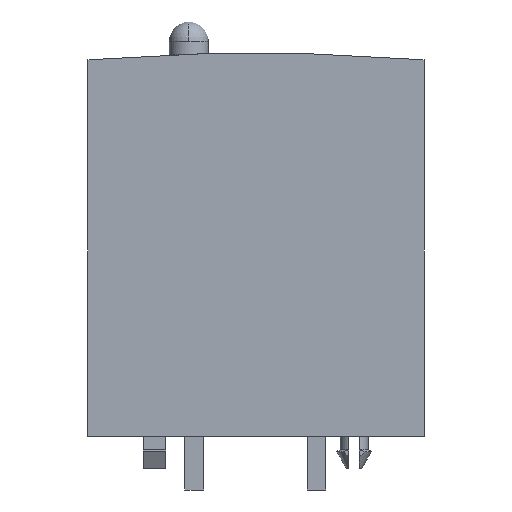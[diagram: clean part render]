
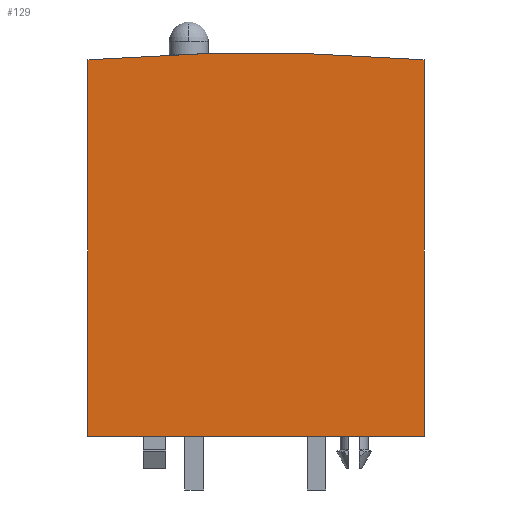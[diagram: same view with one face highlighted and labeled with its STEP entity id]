
A CAD part, left-side view. The second image highlights one B-rep face of the part: STEP entity #129.
In plain terms, the highlighted planar face has unit normal (-1, 0, 0).
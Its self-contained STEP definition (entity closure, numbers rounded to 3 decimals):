
#129 = ADVANCED_FACE( '', ( #248 ), #249, .F. );
#248 = FACE_OUTER_BOUND( '', #368, .T. );
#249 = PLANE( '', #369 );
#368 = EDGE_LOOP( '', ( #800, #801, #802, #803 ) );
#369 = AXIS2_PLACEMENT_3D( '', #804, #805, #806 );
#800 = ORIENTED_EDGE( '', *, *, #939, .F. );
#801 = ORIENTED_EDGE( '', *, *, #949, .F. );
#802 = ORIENTED_EDGE( '', *, *, #946, .F. );
#803 = ORIENTED_EDGE( '', *, *, #943, .F. );
#804 = CARTESIAN_POINT( '', ( -4.5, 0., 0. ) );
#805 = DIRECTION( '', ( 1., 0., 0. ) );
#806 = DIRECTION( '', ( 0., 0., -1. ) );
#939 = EDGE_CURVE( '', #1159, #1160, #1161, .T. );
#943 = EDGE_CURVE( '', #1160, #1167, #1168, .T. );
#946 = EDGE_CURVE( '', #1167, #1172, #1173, .T. );
#949 = EDGE_CURVE( '', #1172, #1159, #1177, .T. );
#1159 = VERTEX_POINT( '', #1645 );
#1160 = VERTEX_POINT( '', #1646 );
#1161 = LINE( '', #1647, #1648 );
#1167 = VERTEX_POINT( '', #1657 );
#1168 = LINE( '', #1658, #1659 );
#1172 = VERTEX_POINT( '', #1665 );
#1173 = LINE( '', #1666, #1667 );
#1177 = CIRCLE( '', #1673, 160. );
#1645 = CARTESIAN_POINT( '', ( -4.5, -12.5, 28.011 ) );
#1646 = CARTESIAN_POINT( '', ( -4.5, -12.5, 0. ) );
#1647 = CARTESIAN_POINT( '', ( -4.5, -12.5, 28.011 ) );
#1648 = VECTOR( '', #1836, 1. );
#1657 = CARTESIAN_POINT( '', ( -4.5, 12.5, 0. ) );
#1658 = CARTESIAN_POINT( '', ( -4.5, -12.5, 0. ) );
#1659 = VECTOR( '', #1840, 1. );
#1665 = CARTESIAN_POINT( '', ( -4.5, 12.5, 28.011 ) );
#1666 = CARTESIAN_POINT( '', ( -4.5, 12.5, 0. ) );
#1667 = VECTOR( '', #1843, 1. );
#1673 = AXIS2_PLACEMENT_3D( '', #1846, #1847, #1848 );
#1836 = DIRECTION( '', ( 0., 0., -1. ) );
#1840 = DIRECTION( '', ( 0., 1., 0. ) );
#1843 = DIRECTION( '', ( 0., 0., 1. ) );
#1846 = CARTESIAN_POINT( '', ( -4.5, 0., -131.5 ) );
#1847 = DIRECTION( '', ( 1., 0., 0. ) );
#1848 = DIRECTION( '', ( 0., 0.078, 0.997 ) );
